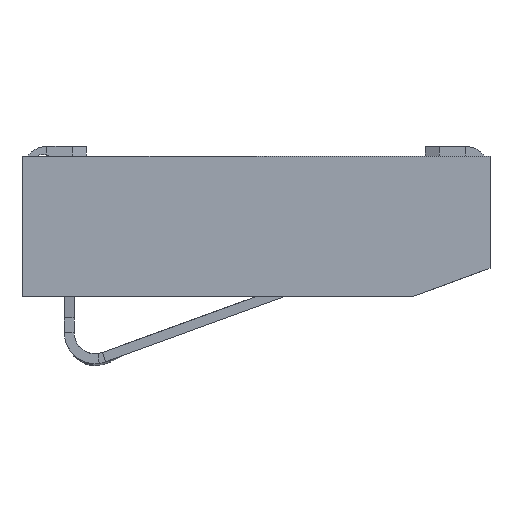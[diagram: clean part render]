
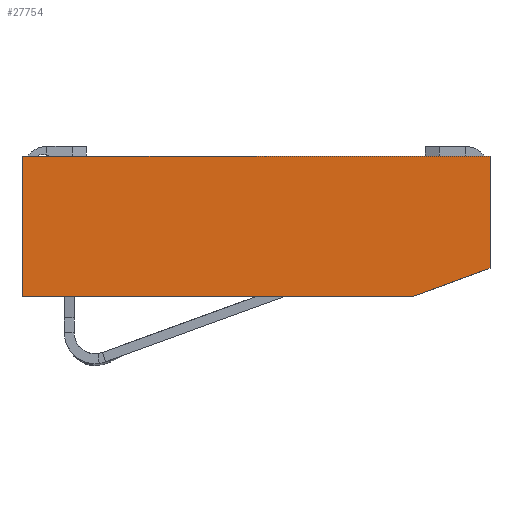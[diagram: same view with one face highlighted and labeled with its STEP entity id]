
A CAD part, left-side view. The second image highlights one B-rep face of the part: STEP entity #27754.
In plain terms, the highlighted planar face has unit normal (-1, 0, 0).
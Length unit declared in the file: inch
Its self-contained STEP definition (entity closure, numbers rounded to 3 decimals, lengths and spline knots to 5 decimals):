
#29=DIRECTION('',(0.,-1.,0.));
#30=VECTOR('',#29,0.27905);
#31=CARTESIAN_POINT('',(-0.2485,0.1863,-0.05));
#32=LINE('',#31,#30);
#1115=DIRECTION('',(0.,-1.,0.));
#1116=VECTOR('',#1115,0.334);
#1117=CARTESIAN_POINT('',(-0.2485,0.1863,0.05));
#1118=LINE('',#1117,#1116);
#3053=DIRECTION('',(0.,0.,1.));
#3054=VECTOR('',#3053,0.08);
#3055=CARTESIAN_POINT('',(-0.2485,-0.1477,-0.03));
#3056=LINE('',#3055,#3054);
#10663=DIRECTION('',(0.,-0.94,0.342));
#10664=VECTOR('',#10663,0.05848);
#10665=CARTESIAN_POINT('',(-0.2485,-0.09275,-0.05));
#10666=LINE('',#10665,#10664);
#10670=DIRECTION('',(0.,0.,1.));
#10671=VECTOR('',#10670,0.1);
#10672=CARTESIAN_POINT('',(-0.2485,0.1863,-0.05));
#10673=LINE('',#10672,#10671);
#15427=CARTESIAN_POINT('',(-0.2485,0.1863,0.05));
#15428=CARTESIAN_POINT('',(-0.2485,-0.1477,0.05));
#15429=VERTEX_POINT('',#15427);
#15430=VERTEX_POINT('',#15428);
#15431=CARTESIAN_POINT('',(-0.2485,0.1863,-0.05));
#15432=VERTEX_POINT('',#15431);
#15437=CARTESIAN_POINT('',(-0.2485,-0.09275,-0.05));
#15438=CARTESIAN_POINT('',(-0.2485,-0.1477,-0.03));
#15439=VERTEX_POINT('',#15437);
#15440=VERTEX_POINT('',#15438);
#27742=CARTESIAN_POINT('',(-0.2485,0.1863,-0.05));
#27743=DIRECTION('',(-1.,0.,0.));
#27744=DIRECTION('',(0.,-1.,0.));
#27745=AXIS2_PLACEMENT_3D('',#27742,#27743,#27744);
#27746=PLANE('',#27745);
#27747=ORIENTED_EDGE('',*,*,#27640,.F.);
#27748=ORIENTED_EDGE('',*,*,#17932,.F.);
#27749=ORIENTED_EDGE('',*,*,#19488,.T.);
#27750=ORIENTED_EDGE('',*,*,#18566,.T.);
#27751=ORIENTED_EDGE('',*,*,#19763,.F.);
#27752=EDGE_LOOP('',(#27747,#27748,#27749,#27750,#27751));
#27753=FACE_OUTER_BOUND('',#27752,.F.);
#17932=EDGE_CURVE('',#15432,#15439,#32,.T.);
#18566=EDGE_CURVE('',#15429,#15430,#1118,.T.);
#19488=EDGE_CURVE('',#15432,#15429,#10673,.T.);
#19763=EDGE_CURVE('',#15440,#15430,#3056,.T.);
#27640=EDGE_CURVE('',#15439,#15440,#10666,.T.);
#27754=ADVANCED_FACE('',(#27753),#27746,.T.);
